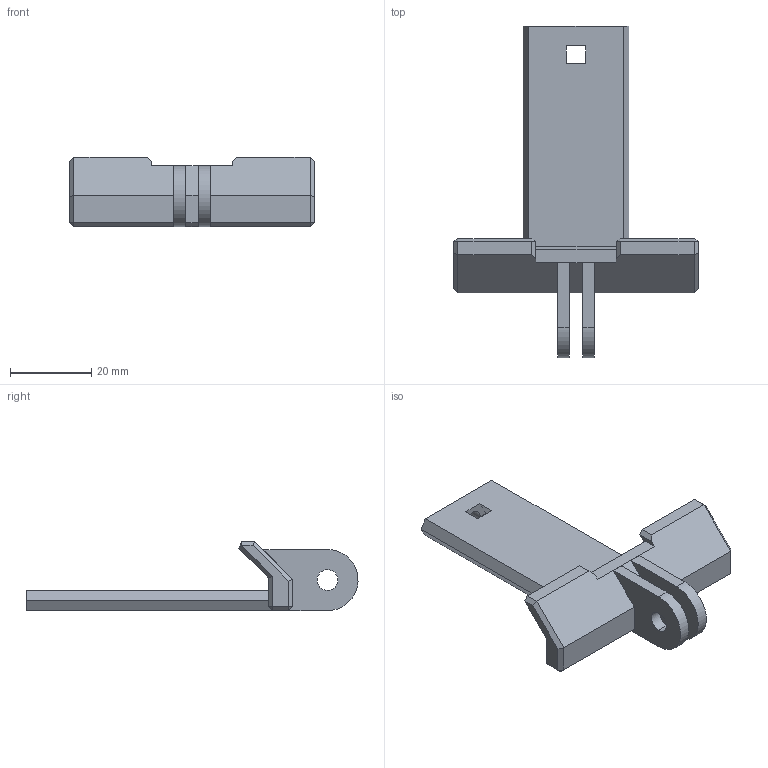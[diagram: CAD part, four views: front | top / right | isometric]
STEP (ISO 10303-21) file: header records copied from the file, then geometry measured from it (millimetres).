
FILE_DESCRIPTION(/* description */ (''),/* implementation_level */ '2;1');
FILE_NAME(/* name */ 'PHONE_~2',/* time_stamp */ '2017-10-03T20:07:53+11:00',/* author */ (''),/* organization */ (''),/* preprocessor_version */ 'ST-DEVELOPER v15',/* originating_system */ '',/* authorisation */ '');
FILE_SCHEMA (('AUTOMOTIVE_DESIGN'));
Length unit declared in the file: millimetre
Products named in the file (1): Document
Bounding box: 60 x 81.49 x 17 mm (x, y, z)
Volume: 13031.5 mm3; surface area: 8130.7 mm2
Topology: 3 solids, 3 shells, 97 faces, 240 edges, 140 vertices
Faces by surface type: plane 77, bspline 20
Entity records: 2644 total; most frequent: CARTESIAN_POINT 1037, ORIENTED_EDGE 464, EDGE_CURVE 232, B_SPLINE_CURVE_WITH_KNOTS 206, VERTEX_POINT 140, EDGE_LOOP 102, ADVANCED_FACE 97, FACE_OUTER_BOUND 97
